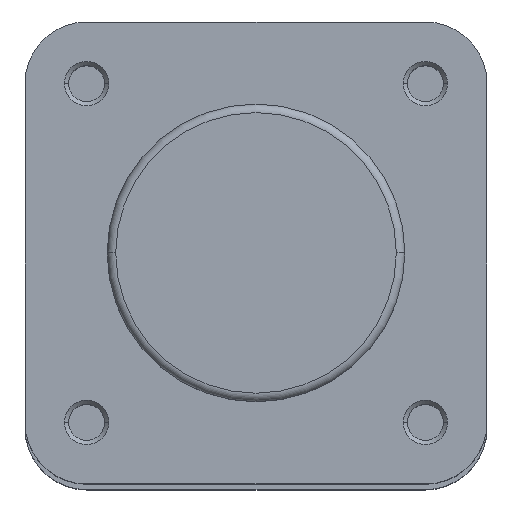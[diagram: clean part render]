
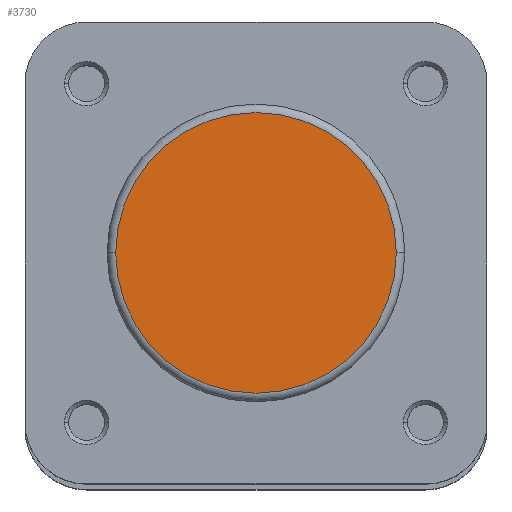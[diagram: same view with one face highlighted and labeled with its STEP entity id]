
A CAD part, top view. The second image highlights one B-rep face of the part: STEP entity #3730.
In plain terms, the highlighted planar face has unit normal (0, 0, 1).
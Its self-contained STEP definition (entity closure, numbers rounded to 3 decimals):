
#51 = DIRECTION ( 'NONE',  ( -1., 0., 0. ) ) ;
#52 = DIRECTION ( 'NONE',  ( 0., 0., 1. ) ) ;
#54 = CARTESIAN_POINT ( 'NONE',  ( 0., 0., 0. ) ) ;
#453 = VERTEX_POINT ( 'NONE', #604 ) ;
#454 = VERTEX_POINT ( 'NONE', #603 ) ;
#603 = CARTESIAN_POINT ( 'NONE',  ( -16.4, 0., 0. ) ) ;
#604 = CARTESIAN_POINT ( 'NONE',  ( 16.4, 0., 0. ) ) ;
#688 = ORIENTED_EDGE ( 'NONE', *, *, #1292, .T. ) ;
#705 = ORIENTED_EDGE ( 'NONE', *, *, #1320, .T. ) ;
#878 = EDGE_LOOP ( 'NONE', ( #705, #688 ) ) ;
#1292 = EDGE_CURVE ( 'NONE', #453, #454, #2169, .T. ) ;
#1320 = EDGE_CURVE ( 'NONE', #454, #453, #2213, .T. ) ;
#1587 = AXIS2_PLACEMENT_3D ( 'NONE', #54, #52, #51 ) ;
#1591 = AXIS2_PLACEMENT_3D ( 'NONE', #4138, #4147, #4148 ) ;
#1794 = AXIS2_PLACEMENT_3D ( 'NONE', #5208, #5211, #5212 ) ;
#2169 = CIRCLE ( 'NONE', #1587, 16.4 ) ;
#2213 = CIRCLE ( 'NONE', #1591, 16.4 ) ;
#2876 = FACE_OUTER_BOUND ( 'NONE', #878, .T. ) ;
#3730 = ADVANCED_FACE ( 'NONE', ( #2876 ), #5209, .F. ) ;
#4138 = CARTESIAN_POINT ( 'NONE',  ( 0., 0., 0. ) ) ;
#4147 = DIRECTION ( 'NONE',  ( 0., 0., 1. ) ) ;
#4148 = DIRECTION ( 'NONE',  ( -1., 0., 0. ) ) ;
#5208 = CARTESIAN_POINT ( 'NONE',  ( 0., 17.4, 0. ) ) ;
#5209 = PLANE ( 'NONE',  #1794 ) ;
#5211 = DIRECTION ( 'NONE',  ( 0., 0., -1. ) ) ;
#5212 = DIRECTION ( 'NONE',  ( -1., 0., 0. ) ) ;
